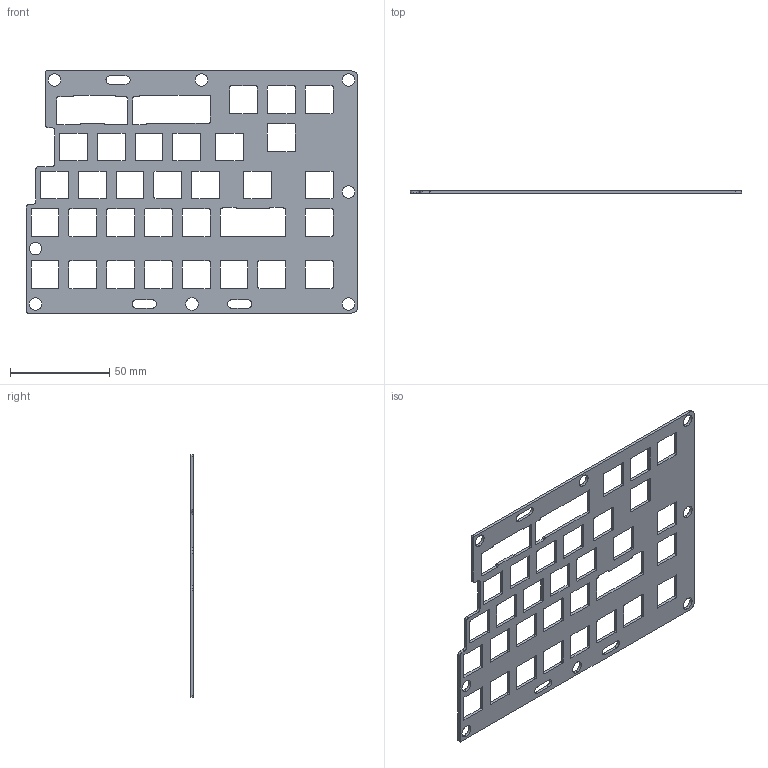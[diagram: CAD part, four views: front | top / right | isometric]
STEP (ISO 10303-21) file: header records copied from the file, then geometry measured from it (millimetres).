
FILE_DESCRIPTION (( 'STEP AP214' ), '1' );
FILE_NAME ('SPmini_Right_Plate_GB_Version.STEP', '2024-09-13T15:52:31', ( '' ), ( '' ), 'SwSTEP 2.0', 'SolidWorks 2019', '' );
FILE_SCHEMA (( 'AUTOMOTIVE_DESIGN' ));
Length unit declared in the file: millimetre
Products named in the file (1): SPmini_Right_Plate
Bounding box: 166.76 x 1.5 x 121.99 mm (x, y, z)
Volume: 17855.2 mm3; surface area: 27978.9 mm2
Topology: 1 solids, 1 shells, 344 faces, 1026 edges, 684 vertices
Faces by surface type: cylinder 184, plane 160
Entity records: 11888 total; most frequent: DIRECTION 2084, CARTESIAN_POINT 2055, ORIENTED_EDGE 2052, EDGE_CURVE 1026, AXIS2_PLACEMENT_3D 713, VERTEX_POINT 684, VECTOR 658, LINE 658
